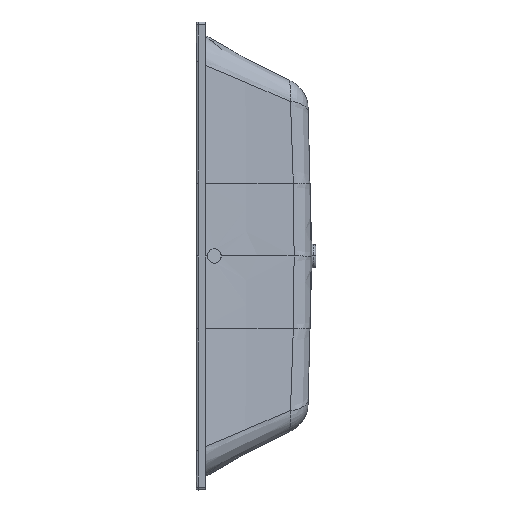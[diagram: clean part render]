
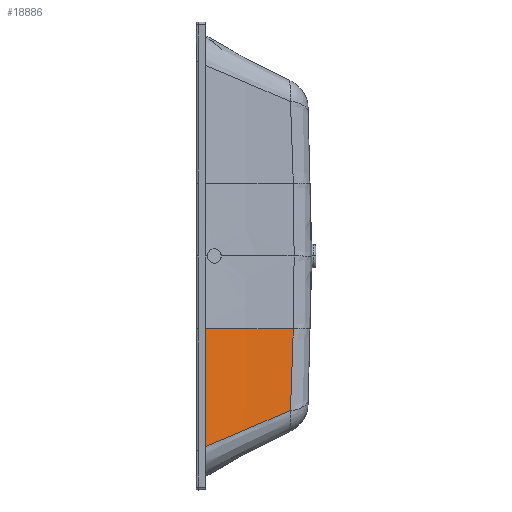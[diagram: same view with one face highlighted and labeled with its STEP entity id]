
A CAD part, left-side view. The second image highlights one B-rep face of the part: STEP entity #18886.
In plain terms, the highlighted free-form (B-spline) face has degree [3, 3] with [5, 4] control points.
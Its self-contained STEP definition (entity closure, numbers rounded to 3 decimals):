
#5448=CARTESIAN_POINT('',(-210.846,-342.229,
-561.1));
#5449=CARTESIAN_POINT('',(-216.948,-287.952,
-584.201));
#5450=CARTESIAN_POINT('',(-234.134,-176.499,
-631.636));
#5451=CARTESIAN_POINT('',(-260.689,-66.886,
-678.288));
#5452=CARTESIAN_POINT('',(-276.806,-11.112,
-702.026));
#5454=DIRECTION('',(0.,0.,1.));
#5455=VECTOR('',#5454,437.026);
#5456=CARTESIAN_POINT('',(-276.806,-11.112,
-702.026));
#5457=LINE('',#5456,#5455);
#5518=CARTESIAN_POINT('',(-209.72,-352.479,-265.));
#5519=CARTESIAN_POINT('',(-215.856,-295.244,-265.));
#5520=CARTESIAN_POINT('',(-233.229,-180.328,-265.));
#5521=CARTESIAN_POINT('',(-260.552,-67.36,-265.));
#5522=CARTESIAN_POINT('',(-276.806,-11.112,-265.));
#6543=CARTESIAN_POINT('',(-210.846,-342.229,
-561.1));
#6544=CARTESIAN_POINT('',(-210.818,-342.477,
-555.822));
#6545=CARTESIAN_POINT('',(-210.763,-342.971,
-545.174));
#6546=CARTESIAN_POINT('',(-210.681,-343.702,
-528.939));
#6547=CARTESIAN_POINT('',(-210.614,-344.302,
-515.199));
#6548=CARTESIAN_POINT('',(-210.561,-344.776,
-504.088));
#6549=CARTESIAN_POINT('',(-210.529,-345.069,
-497.093));
#6550=CARTESIAN_POINT('',(-210.503,-345.302,
-491.463));
#6551=CARTESIAN_POINT('',(-210.484,-345.476,
-487.223));
#6552=CARTESIAN_POINT('',(-210.464,-345.649,
-482.966));
#6553=CARTESIAN_POINT('',(-210.445,-345.821,
-478.689));
#6554=CARTESIAN_POINT('',(-210.426,-345.993,
-474.394));
#6555=CARTESIAN_POINT('',(-210.407,-346.164,
-470.079));
#6556=CARTESIAN_POINT('',(-210.389,-346.334,
-465.745));
#6557=CARTESIAN_POINT('',(-210.364,-346.559,
-459.938));
#6558=CARTESIAN_POINT('',(-210.339,-346.783,
-454.091));
#6559=CARTESIAN_POINT('',(-210.315,-347.006,
-448.201));
#6560=CARTESIAN_POINT('',(-210.296,-347.171,
-443.764));
#6561=CARTESIAN_POINT('',(-210.278,-347.336,
-439.31));
#6562=CARTESIAN_POINT('',(-210.26,-347.5,
-434.838));
#6563=CARTESIAN_POINT('',(-210.243,-347.663,
-430.347));
#6564=CARTESIAN_POINT('',(-210.219,-347.879,
-424.329));
#6565=CARTESIAN_POINT('',(-210.195,-348.093,
-418.265));
#6566=CARTESIAN_POINT('',(-210.172,-348.305,
-412.144));
#6567=CARTESIAN_POINT('',(-210.155,-348.464,
-407.523));
#6568=CARTESIAN_POINT('',(-210.138,-348.622,
-402.872));
#6569=CARTESIAN_POINT('',(-210.12,-348.779,
-398.194));
#6570=CARTESIAN_POINT('',(-210.103,-348.935,
-393.491));
#6571=CARTESIAN_POINT('',(-210.087,-349.09,
-388.764));
#6572=CARTESIAN_POINT('',(-210.07,-349.244,
-384.013));
#6573=CARTESIAN_POINT('',(-210.048,-349.447,-377.651));
#6574=CARTESIAN_POINT('',(-210.02,-349.699,
-369.64));
#6575=CARTESIAN_POINT('',(-209.988,-349.996,
-359.906));
#6576=CARTESIAN_POINT('',(-209.956,-350.29,
-350.024));
#6577=CARTESIAN_POINT('',(-209.925,-350.581,
-339.971));
#6578=CARTESIAN_POINT('',(-209.883,-350.964,
-326.328));
#6579=CARTESIAN_POINT('',(-209.813,-351.618,
-301.87));
#6580=CARTESIAN_POINT('',(-209.756,-352.146,
-279.999));
#6581=CARTESIAN_POINT('',(-209.72,-352.479,-265.));
#7858=CARTESIAN_POINT('',(-276.806,-11.112,-265.));
#7860=VERTEX_POINT('',#7858);
#7932=VERTEX_POINT('',#6543);
#7933=VERTEX_POINT('',#6581);
#7956=VERTEX_POINT('',#5452);
#18856=CARTESIAN_POINT('',(-277.779,-7.756,
-260.615));
#18857=CARTESIAN_POINT('',(-277.779,-7.756,
-409.69));
#18858=CARTESIAN_POINT('',(-277.779,-7.756,
-558.764));
#18859=CARTESIAN_POINT('',(-277.779,-7.756,
-707.839));
#18860=CARTESIAN_POINT('',(-261.239,-64.621,
-260.857));
#18861=CARTESIAN_POINT('',(-261.239,-64.621,
-401.703));
#18862=CARTESIAN_POINT('',(-261.239,-64.621,
-542.549));
#18863=CARTESIAN_POINT('',(-261.239,-64.621,
-683.395));
#18864=CARTESIAN_POINT('',(-233.225,-179.817,
-261.348));
#18865=CARTESIAN_POINT('',(-233.225,-179.817,
-385.524));
#18866=CARTESIAN_POINT('',(-233.225,-179.817,
-509.7));
#18867=CARTESIAN_POINT('',(-233.225,-179.817,
-633.876));
#18868=CARTESIAN_POINT('',(-215.562,-297.047,
-261.847));
#18869=CARTESIAN_POINT('',(-215.562,-297.047,
-369.059));
#18870=CARTESIAN_POINT('',(-215.562,-297.047,
-476.271));
#18871=CARTESIAN_POINT('',(-215.562,-297.047,
-583.483));
#18872=CARTESIAN_POINT('',(-209.353,-355.936,
-262.097));
#18873=CARTESIAN_POINT('',(-209.353,-355.936,
-360.788));
#18874=CARTESIAN_POINT('',(-209.353,-355.936,
-459.478));
#18875=CARTESIAN_POINT('',(-209.353,-355.936,
-558.169));
#18876=B_SPLINE_SURFACE_WITH_KNOTS('',3,3,((#18856,#18857,#18858,#18859),
(#18860,#18861,#18862,#18863),(#18864,#18865,#18866,#18867),(#18868,#18869,
#18870,#18871),(#18872,#18873,#18874,#18875)),.UNSPECIFIED.,.F.,.F.,.F.,(4,1,4),
(4,4),(0.009,0.433,0.858),(
-0.01,1.01),.UNSPECIFIED.);
#18878=ORIENTED_EDGE('',*,*,#18877,.F.);
#18880=ORIENTED_EDGE('',*,*,#18879,.F.);
#18881=ORIENTED_EDGE('',*,*,#18842,.T.);
#18883=ORIENTED_EDGE('',*,*,#18882,.T.);
#18884=EDGE_LOOP('',(#18878,#18880,#18881,#18883));
#18885=FACE_OUTER_BOUND('',#18884,.F.);
#5453=B_SPLINE_CURVE_WITH_KNOTS('',3,(#5448,#5449,#5450,#5451,#5452),
.UNSPECIFIED.,.F.,.F.,(4,1,4),(0.,0.485,1.),.UNSPECIFIED.);
#5523=B_SPLINE_CURVE_WITH_KNOTS('',3,(#5518,#5519,#5520,#5521,#5522),
.UNSPECIFIED.,.F.,.F.,(4,1,4),(0.,0.496,1.),.UNSPECIFIED.);
#6582=B_SPLINE_CURVE_WITH_KNOTS('',3,(#6543,#6544,#6545,#6546,#6547,#6548,#6549,
#6550,#6551,#6552,#6553,#6554,#6555,#6556,#6557,#6558,#6559,#6560,#6561,#6562,
#6563,#6564,#6565,#6566,#6567,#6568,#6569,#6570,#6571,#6572,#6573,#6574,#6575,
#6576,#6577,#6578,#6579,#6580,#6581),.UNSPECIFIED.,.F.,.F.,(4,1,1,1,1,1,1,1,1,1,
1,1,1,1,1,1,1,1,1,1,1,1,1,1,1,1,1,1,1,1,1,1,1,1,1,1,4),(0.,0.063,0.125,
0.188,0.219,0.25,0.266,0.281,0.297,0.313,0.328,
0.344,0.359,0.375,0.406,0.422,0.438,0.453,0.469,
0.484,0.5,0.531,0.547,0.563,0.578,0.594,0.609,
0.625,0.641,0.656,0.688,0.719,0.75,0.781,0.813,
0.875,1.),.UNSPECIFIED.);
#18842=EDGE_CURVE('',#7932,#7956,#5453,.T.);
#18877=EDGE_CURVE('',#7933,#7860,#5523,.T.);
#18879=EDGE_CURVE('',#7932,#7933,#6582,.T.);
#18882=EDGE_CURVE('',#7956,#7860,#5457,.T.);
#18886=ADVANCED_FACE('',(#18885),#18876,.F.);
